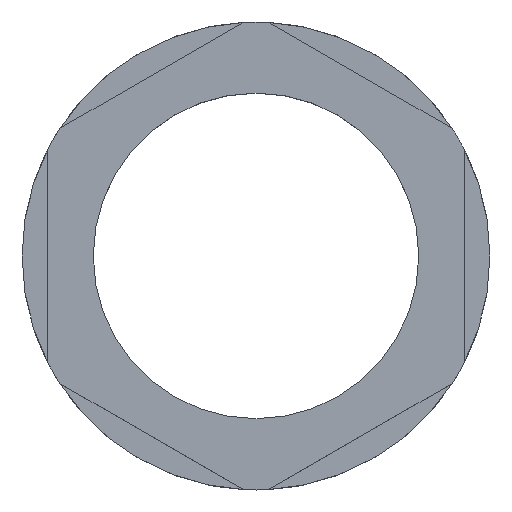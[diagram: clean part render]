
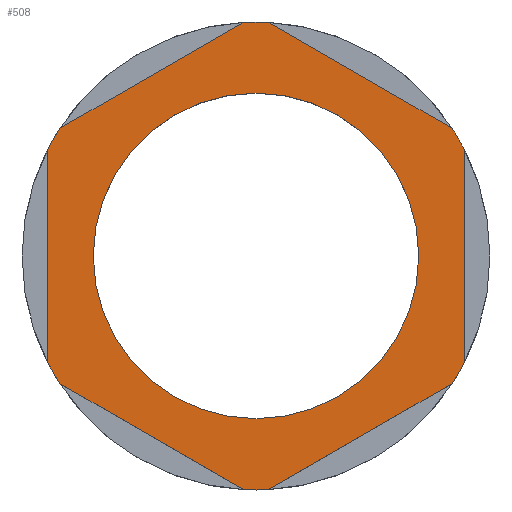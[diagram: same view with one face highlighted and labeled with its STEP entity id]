
A CAD part, top view. The second image highlights one B-rep face of the part: STEP entity #508.
In plain terms, the highlighted planar face has unit normal (0, 0, 1).
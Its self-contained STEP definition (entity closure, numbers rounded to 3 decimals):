
#93=AXIS2_PLACEMENT_3D('Circle Axis2P3D',#91,#92,$) ;
#123=AXIS2_PLACEMENT_3D('Circle Axis2P3D',#121,#122,$) ;
#151=AXIS2_PLACEMENT_3D('Circle Axis2P3D',#149,#150,$) ;
#156=AXIS2_PLACEMENT_3D('Circle Axis2P3D',#154,#155,$) ;
#269=AXIS2_PLACEMENT_3D('Circle Axis2P3D',#267,#268,$) ;
#300=AXIS2_PLACEMENT_3D('Circle Axis2P3D',#298,#299,$) ;
#457=AXIS2_PLACEMENT_3D('Plane Axis2P3D',#454,#455,#456) ;
#461=AXIS2_PLACEMENT_3D('Circle Axis2P3D',#459,#460,$) ;
#466=AXIS2_PLACEMENT_3D('Circle Axis2P3D',#464,#465,$) ;
#471=AXIS2_PLACEMENT_3D('Circle Axis2P3D',#469,#470,$) ;
#485=AXIS2_PLACEMENT_3D('Circle Axis2P3D',#483,#484,$) ;
#64=CARTESIAN_POINT('Vertex',(21.781,45.968,7.)) ;
#71=CARTESIAN_POINT('Vertex',(3.719,35.539,7.)) ;
#74=CARTESIAN_POINT('Line Origine',(12.75,40.754,7.)) ;
#91=CARTESIAN_POINT('Axis2P3D Location',(23.,23.,7.)) ;
#95=CARTESIAN_POINT('Vertex',(42.919,34.5,7.)) ;
#97=CARTESIAN_POINT('Vertex',(42.281,35.539,7.)) ;
#118=CARTESIAN_POINT('Vertex',(3.081,11.5,7.)) ;
#121=CARTESIAN_POINT('Axis2P3D Location',(23.,23.,7.)) ;
#125=CARTESIAN_POINT('Vertex',(2.5,12.572,7.)) ;
#146=CARTESIAN_POINT('Vertex',(2.5,33.428,7.)) ;
#149=CARTESIAN_POINT('Axis2P3D Location',(23.,23.,7.)) ;
#154=CARTESIAN_POINT('Axis2P3D Location',(23.,23.,7.)) ;
#158=CARTESIAN_POINT('Vertex',(24.219,45.968,7.)) ;
#209=CARTESIAN_POINT('Line Origine',(33.25,40.754,7.)) ;
#241=CARTESIAN_POINT('Line Origine',(2.5,23.,7.)) ;
#264=CARTESIAN_POINT('Vertex',(36.856,31.,7.)) ;
#267=CARTESIAN_POINT('Axis2P3D Location',(23.,23.,7.)) ;
#271=CARTESIAN_POINT('Vertex',(9.144,15.,7.)) ;
#298=CARTESIAN_POINT('Axis2P3D Location',(23.,23.,7.)) ;
#324=CARTESIAN_POINT('Vertex',(24.219,0.032,7.)) ;
#340=CARTESIAN_POINT('Vertex',(42.281,10.461,7.)) ;
#343=CARTESIAN_POINT('Line Origine',(33.25,5.246,7.)) ;
#403=CARTESIAN_POINT('Vertex',(3.719,10.461,7.)) ;
#410=CARTESIAN_POINT('Vertex',(21.781,0.032,7.)) ;
#413=CARTESIAN_POINT('Line Origine',(12.75,5.246,7.)) ;
#454=CARTESIAN_POINT('Axis2P3D Location',(23.,23.,7.)) ;
#459=CARTESIAN_POINT('Axis2P3D Location',(23.,23.,7.)) ;
#464=CARTESIAN_POINT('Axis2P3D Location',(23.,23.,7.)) ;
#469=CARTESIAN_POINT('Axis2P3D Location',(23.,23.,7.)) ;
#473=CARTESIAN_POINT('Vertex',(43.5,12.572,7.)) ;
#476=CARTESIAN_POINT('Line Origine',(43.5,23.,7.)) ;
#480=CARTESIAN_POINT('Vertex',(43.5,33.428,7.)) ;
#483=CARTESIAN_POINT('Axis2P3D Location',(23.,23.,7.)) ;
#75=DIRECTION('Vector Direction',(-0.866,-0.5,0.)) ;
#92=DIRECTION('Axis2P3D Direction',(-0.,0.,-1.)) ;
#122=DIRECTION('Axis2P3D Direction',(-0.,0.,-1.)) ;
#150=DIRECTION('Axis2P3D Direction',(-0.,0.,-1.)) ;
#155=DIRECTION('Axis2P3D Direction',(-0.,0.,-1.)) ;
#210=DIRECTION('Vector Direction',(-0.866,0.5,0.)) ;
#242=DIRECTION('Vector Direction',(0.,-1.,0.)) ;
#268=DIRECTION('Axis2P3D Direction',(-0.,0.,-1.)) ;
#299=DIRECTION('Axis2P3D Direction',(-0.,0.,-1.)) ;
#344=DIRECTION('Vector Direction',(0.866,0.5,0.)) ;
#414=DIRECTION('Vector Direction',(0.866,-0.5,0.)) ;
#455=DIRECTION('Axis2P3D Direction',(0.,-0.,1.)) ;
#456=DIRECTION('Axis2P3D XDirection',(0.866,0.5,0.)) ;
#460=DIRECTION('Axis2P3D Direction',(0.,-0.,1.)) ;
#465=DIRECTION('Axis2P3D Direction',(0.,-0.,1.)) ;
#470=DIRECTION('Axis2P3D Direction',(0.,-0.,1.)) ;
#477=DIRECTION('Vector Direction',(0.,1.,0.)) ;
#484=DIRECTION('Axis2P3D Direction',(0.,-0.,1.)) ;
#76=VECTOR('Line Direction',#75,1.) ;
#211=VECTOR('Line Direction',#210,1.) ;
#243=VECTOR('Line Direction',#242,1.) ;
#345=VECTOR('Line Direction',#344,1.) ;
#415=VECTOR('Line Direction',#414,1.) ;
#478=VECTOR('Line Direction',#477,1.) ;
#489=ORIENTED_EDGE('',*,*,#127,.T.) ;
#490=ORIENTED_EDGE('',*,*,#463,.T.) ;
#491=ORIENTED_EDGE('',*,*,#417,.T.) ;
#492=ORIENTED_EDGE('',*,*,#468,.T.) ;
#493=ORIENTED_EDGE('',*,*,#347,.T.) ;
#494=ORIENTED_EDGE('',*,*,#475,.T.) ;
#495=ORIENTED_EDGE('',*,*,#482,.T.) ;
#496=ORIENTED_EDGE('',*,*,#487,.T.) ;
#497=ORIENTED_EDGE('',*,*,#99,.T.) ;
#498=ORIENTED_EDGE('',*,*,#213,.T.) ;
#499=ORIENTED_EDGE('',*,*,#160,.T.) ;
#500=ORIENTED_EDGE('',*,*,#78,.T.) ;
#501=ORIENTED_EDGE('',*,*,#153,.T.) ;
#502=ORIENTED_EDGE('',*,*,#245,.T.) ;
#505=ORIENTED_EDGE('',*,*,#273,.T.) ;
#506=ORIENTED_EDGE('',*,*,#302,.T.) ;
#507=FACE_BOUND('',#504,.T.) ;
#508=ADVANCED_FACE('Fase1',(#503,#507),#458,.T.) ;
#94=CIRCLE('generated circle',#93,23.) ;
#124=CIRCLE('generated circle',#123,23.) ;
#152=CIRCLE('generated circle',#151,23.) ;
#157=CIRCLE('generated circle',#156,23.) ;
#270=CIRCLE('generated circle',#269,16.) ;
#301=CIRCLE('generated circle',#300,16.) ;
#462=CIRCLE('generated circle',#461,23.) ;
#467=CIRCLE('generated circle',#466,23.) ;
#472=CIRCLE('generated circle',#471,23.) ;
#486=CIRCLE('generated circle',#485,23.) ;
#78=EDGE_CURVE('',#65,#72,#77,.T.) ;
#99=EDGE_CURVE('',#96,#98,#94,.F.) ;
#127=EDGE_CURVE('',#126,#119,#124,.F.) ;
#153=EDGE_CURVE('',#72,#147,#152,.F.) ;
#160=EDGE_CURVE('',#159,#65,#157,.F.) ;
#213=EDGE_CURVE('',#98,#159,#212,.T.) ;
#245=EDGE_CURVE('',#147,#126,#244,.T.) ;
#273=EDGE_CURVE('',#272,#265,#270,.T.) ;
#302=EDGE_CURVE('',#265,#272,#301,.T.) ;
#347=EDGE_CURVE('',#325,#341,#346,.T.) ;
#417=EDGE_CURVE('',#404,#411,#416,.T.) ;
#463=EDGE_CURVE('',#119,#404,#462,.T.) ;
#468=EDGE_CURVE('',#411,#325,#467,.T.) ;
#475=EDGE_CURVE('',#341,#474,#472,.T.) ;
#482=EDGE_CURVE('',#474,#481,#479,.T.) ;
#487=EDGE_CURVE('',#481,#96,#486,.T.) ;
#488=EDGE_LOOP('',(#489,#490,#491,#492,#493,#494,#495,#496,#497,#498,#499,#500,#501,#502)) ;
#504=EDGE_LOOP('',(#505,#506)) ;
#503=FACE_OUTER_BOUND('',#488,.T.) ;
#77=LINE('Line',#74,#76) ;
#212=LINE('Line',#209,#211) ;
#244=LINE('Line',#241,#243) ;
#346=LINE('Line',#343,#345) ;
#416=LINE('Line',#413,#415) ;
#479=LINE('Line',#476,#478) ;
#458=PLANE('',#457) ;
#65=VERTEX_POINT('',#64) ;
#72=VERTEX_POINT('',#71) ;
#96=VERTEX_POINT('',#95) ;
#98=VERTEX_POINT('',#97) ;
#119=VERTEX_POINT('',#118) ;
#126=VERTEX_POINT('',#125) ;
#147=VERTEX_POINT('',#146) ;
#159=VERTEX_POINT('',#158) ;
#265=VERTEX_POINT('',#264) ;
#272=VERTEX_POINT('',#271) ;
#325=VERTEX_POINT('',#324) ;
#341=VERTEX_POINT('',#340) ;
#404=VERTEX_POINT('',#403) ;
#411=VERTEX_POINT('',#410) ;
#474=VERTEX_POINT('',#473) ;
#481=VERTEX_POINT('',#480) ;
